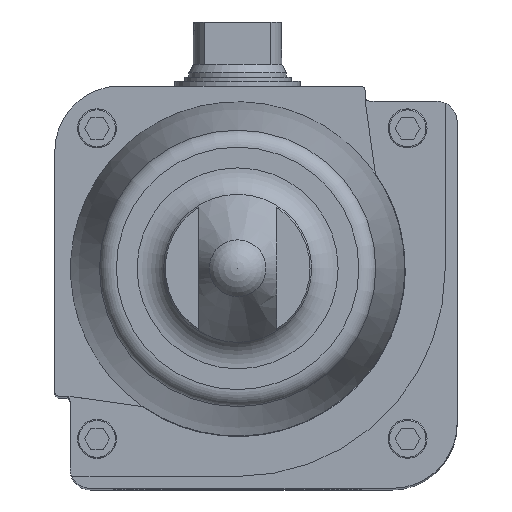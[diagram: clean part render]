
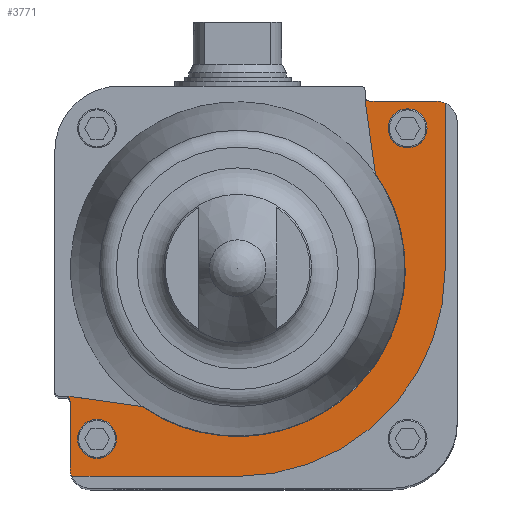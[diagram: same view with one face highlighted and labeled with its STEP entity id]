
A CAD part, top view. The second image highlights one B-rep face of the part: STEP entity #3771.
In plain terms, the highlighted planar face has unit normal (0, 0, 1).
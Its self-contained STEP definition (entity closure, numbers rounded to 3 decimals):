
#112=PLANE('',#4125);
#280=LINE('',#5751,#616);
#283=LINE('',#5757,#619);
#295=LINE('',#5791,#631);
#305=LINE('',#5833,#641);
#311=LINE('',#5944,#647);
#312=LINE('',#5948,#648);
#313=LINE('',#5949,#649);
#314=LINE('',#5953,#650);
#616=VECTOR('',#4503,1000.);
#619=VECTOR('',#4508,1000.);
#631=VECTOR('',#4542,1000.);
#641=VECTOR('',#4582,1000.);
#647=VECTOR('',#4730,1000.);
#648=VECTOR('',#4733,1000.);
#649=VECTOR('',#4734,1000.);
#650=VECTOR('',#4737,1000.);
#1142=ORIENTED_EDGE('',*,*,#2078,.T.);
#1143=ORIENTED_EDGE('',*,*,#2079,.T.);
#1144=ORIENTED_EDGE('',*,*,#1999,.T.);
#1145=ORIENTED_EDGE('',*,*,#1952,.T.);
#1146=ORIENTED_EDGE('',*,*,#2080,.T.);
#1147=ORIENTED_EDGE('',*,*,#2081,.T.);
#1148=ORIENTED_EDGE('',*,*,#2082,.T.);
#1149=ORIENTED_EDGE('',*,*,#1958,.T.);
#1150=ORIENTED_EDGE('',*,*,#2002,.T.);
#1151=ORIENTED_EDGE('',*,*,#2005,.F.);
#1152=ORIENTED_EDGE('',*,*,#2041,.T.);
#1153=ORIENTED_EDGE('',*,*,#2083,.T.);
#1154=ORIENTED_EDGE('',*,*,#2084,.F.);
#1155=ORIENTED_EDGE('',*,*,#2085,.T.);
#1156=ORIENTED_EDGE('',*,*,#2020,.T.);
#1157=ORIENTED_EDGE('',*,*,#1996,.F.);
#1952=EDGE_CURVE('',#2459,#2458,#2820,.T.);
#1958=EDGE_CURVE('',#2465,#2464,#2823,.T.);
#1996=EDGE_CURVE('',#2500,#2501,#2844,.T.);
#1999=EDGE_CURVE('',#2500,#2459,#280,.T.);
#2002=EDGE_CURVE('',#2464,#2503,#283,.T.);
#2005=EDGE_CURVE('',#2505,#2503,#2846,.T.);
#2020=EDGE_CURVE('',#2515,#2501,#295,.T.);
#2041=EDGE_CURVE('',#2505,#2531,#305,.T.);
#2078=EDGE_CURVE('',#2564,#2564,#2893,.F.);
#2079=EDGE_CURVE('',#2565,#2565,#2894,.F.);
#2080=EDGE_CURVE('',#2458,#2566,#311,.T.);
#2081=EDGE_CURVE('',#2566,#2567,#2895,.T.);
#2082=EDGE_CURVE('',#2567,#2465,#312,.T.);
#2083=EDGE_CURVE('',#2531,#2568,#313,.T.);
#2084=EDGE_CURVE('',#2569,#2568,#2896,.T.);
#2085=EDGE_CURVE('',#2569,#2515,#314,.T.);
#2458=VERTEX_POINT('',#5577);
#2459=VERTEX_POINT('',#5579);
#2464=VERTEX_POINT('',#5590);
#2465=VERTEX_POINT('',#5592);
#2500=VERTEX_POINT('',#5745);
#2501=VERTEX_POINT('',#5747);
#2503=VERTEX_POINT('',#5756);
#2505=VERTEX_POINT('',#5762);
#2515=VERTEX_POINT('',#5792);
#2531=VERTEX_POINT('',#5832);
#2564=VERTEX_POINT('',#5941);
#2565=VERTEX_POINT('',#5943);
#2566=VERTEX_POINT('',#5945);
#2567=VERTEX_POINT('',#5947);
#2568=VERTEX_POINT('',#5950);
#2569=VERTEX_POINT('',#5952);
#2820=CIRCLE('',#3998,9.5);
#2823=CIRCLE('',#4002,9.5);
#2844=CIRCLE('',#4028,2.2);
#2846=CIRCLE('',#4033,2.2);
#2893=CIRCLE('',#4126,9.);
#2894=CIRCLE('',#4127,9.);
#2895=CIRCLE('',#4128,96.);
#2896=CIRCLE('',#4129,77.5);
#3070=EDGE_LOOP('',(#1142));
#3071=EDGE_LOOP('',(#1143));
#3072=EDGE_LOOP('',(#1144,#1145,#1146,#1147,#1148,#1149,#1150,#1151,#1152,
#1153,#1154,#1155,#1156,#1157));
#3424=FACE_BOUND('',#3070,.T.);
#3425=FACE_BOUND('',#3071,.T.);
#3426=FACE_BOUND('',#3072,.T.);
#3771=ADVANCED_FACE('',(#3424,#3425,#3426),#112,.T.);
#3998=AXIS2_PLACEMENT_3D('',#5578,#4421,#4422);
#4002=AXIS2_PLACEMENT_3D('',#5591,#4432,#4433);
#4028=AXIS2_PLACEMENT_3D('',#5746,#4497,#4498);
#4033=AXIS2_PLACEMENT_3D('',#5763,#4514,#4515);
#4125=AXIS2_PLACEMENT_3D('',#5939,#4724,#4725);
#4126=AXIS2_PLACEMENT_3D('',#5940,#4726,#4727);
#4127=AXIS2_PLACEMENT_3D('',#5942,#4728,#4729);
#4128=AXIS2_PLACEMENT_3D('',#5946,#4731,#4732);
#4129=AXIS2_PLACEMENT_3D('',#5951,#4735,#4736);
#4421=DIRECTION('',(0.,0.,1.));
#4422=DIRECTION('',(1.,0.,0.));
#4432=DIRECTION('',(0.,0.,1.));
#4433=DIRECTION('',(1.,0.,0.));
#4497=DIRECTION('',(0.,0.,1.));
#4498=DIRECTION('',(1.,0.,0.));
#4503=DIRECTION('',(0.,-1.,0.));
#4508=DIRECTION('',(-1.,0.,0.));
#4514=DIRECTION('',(0.,0.,1.));
#4515=DIRECTION('',(1.,0.,0.));
#4542=DIRECTION('',(-1.,0.,0.));
#4582=DIRECTION('',(0.,-1.,0.));
#4724=DIRECTION('',(0.,0.,1.));
#4725=DIRECTION('',(1.,0.,0.));
#4726=DIRECTION('',(0.,0.,1.));
#4727=DIRECTION('',(1.,0.,0.));
#4728=DIRECTION('',(0.,0.,1.));
#4729=DIRECTION('',(1.,0.,0.));
#4730=DIRECTION('',(1.,0.,0.));
#4731=DIRECTION('',(0.,0.,1.));
#4732=DIRECTION('',(1.,0.,0.));
#4733=DIRECTION('',(0.,1.,0.));
#4734=DIRECTION('',(0.139,-0.99,0.));
#4735=DIRECTION('',(0.,0.,1.));
#4736=DIRECTION('',(1.,0.,0.));
#4737=DIRECTION('',(-0.99,0.139,0.));
#5577=CARTESIAN_POINT('',(-76.617,-96.,213.25));
#5578=CARTESIAN_POINT('',(-68.,-92.,213.25));
#5579=CARTESIAN_POINT('',(-77.5,-92.,213.25));
#5590=CARTESIAN_POINT('',(92.,77.5,213.25));
#5591=CARTESIAN_POINT('',(92.,68.,213.25));
#5592=CARTESIAN_POINT('',(96.,76.617,213.25));
#5745=CARTESIAN_POINT('',(-77.5,-61.2,213.25));
#5746=CARTESIAN_POINT('',(-79.7,-61.2,213.25));
#5747=CARTESIAN_POINT('',(-79.7,-59.,213.25));
#5751=CARTESIAN_POINT('',(-77.5,-61.2,213.25));
#5756=CARTESIAN_POINT('',(61.2,77.5,213.25));
#5757=CARTESIAN_POINT('',(92.,77.5,213.25));
#5762=CARTESIAN_POINT('',(59.,79.7,213.25));
#5763=CARTESIAN_POINT('',(61.2,79.7,213.25));
#5791=CARTESIAN_POINT('',(-77.5,-59.,213.25));
#5792=CARTESIAN_POINT('',(-77.5,-59.,213.25));
#5832=CARTESIAN_POINT('',(59.,77.5,213.25));
#5833=CARTESIAN_POINT('',(59.,84.5,213.25));
#5939=CARTESIAN_POINT('',(0.,0.,213.25));
#5940=CARTESIAN_POINT('',(-65.,-78.6,213.25));
#5941=CARTESIAN_POINT('',(-56.,-78.6,213.25));
#5942=CARTESIAN_POINT('',(78.6,65.,213.25));
#5943=CARTESIAN_POINT('',(87.6,65.,213.25));
#5944=CARTESIAN_POINT('',(-84.5,-96.,213.25));
#5945=CARTESIAN_POINT('',(0.,-96.,213.25));
#5946=CARTESIAN_POINT('',(0.,0.,213.25));
#5947=CARTESIAN_POINT('',(96.,0.,213.25));
#5948=CARTESIAN_POINT('',(96.,0.,213.25));
#5949=CARTESIAN_POINT('',(59.,77.5,213.25));
#5950=CARTESIAN_POINT('',(63.685,44.164,213.25));
#5951=CARTESIAN_POINT('',(0.,0.,213.25));
#5952=CARTESIAN_POINT('',(-44.164,-63.685,213.25));
#5953=CARTESIAN_POINT('',(-44.164,-63.685,213.25));
